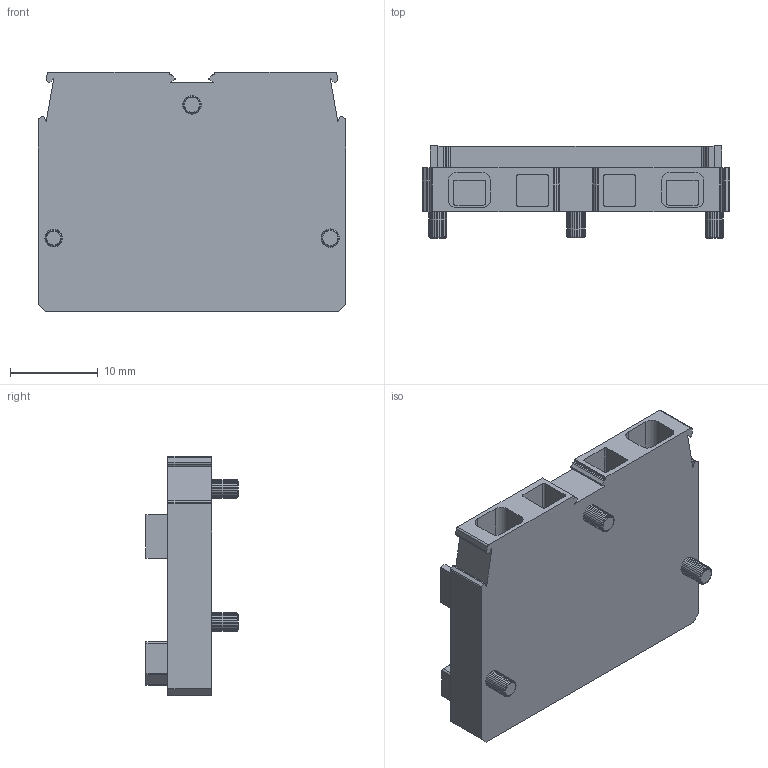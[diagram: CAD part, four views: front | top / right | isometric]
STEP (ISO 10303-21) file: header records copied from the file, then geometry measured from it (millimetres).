
FILE_DESCRIPTION( ( 'Unknown' ), '1' );
FILE_NAME( 'CSCP2.5T.stp', 'Unknown', ( 'Unknown' ), ( 'Unknown' ), 'PSStep 14.0', 'Unknown', ' ' );
FILE_SCHEMA( ( 'AUTOMOTIVE_DESIGN { 1 0 10303 214 1 1 1 1 }' ) );
Length unit declared in the file: millimetre
Products named in the file (1): 1
Bounding box: 35 x 10.5 x 27.3 mm (x, y, z)
Volume: 4327.9 mm3; surface area: 3405.4 mm2
Topology: 1 solids, 1 shells, 334 faces, 864 edges, 544 vertices
Faces by surface type: plane 182, cylinder 152
Entity records: 12736 total; most frequent: CARTESIAN_POINT 1743, DIRECTION 1742, ORIENTED_EDGE 1728, EDGE_CURVE 864, LINE 656, VECTOR 656, VERTEX_POINT 544, AXIS2_PLACEMENT_3D 543
